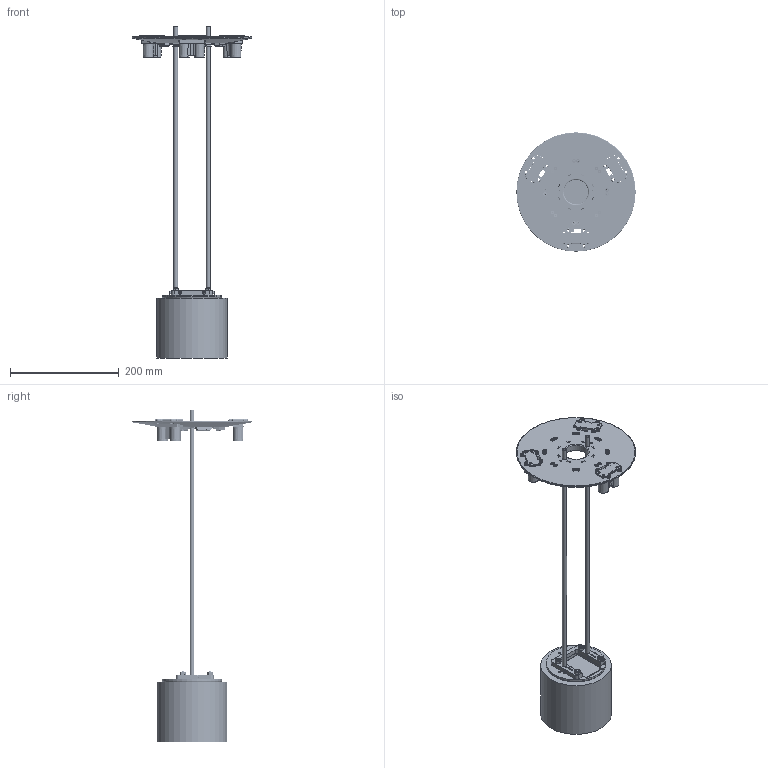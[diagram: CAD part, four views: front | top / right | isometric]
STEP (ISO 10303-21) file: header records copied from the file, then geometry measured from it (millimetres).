
FILE_DESCRIPTION(/* description */ (''),/* implementation_level */ '2;1');
FILE_NAME(/* name */ 'Flyer v17.step',/* time_stamp */ '2017-06-10T12:39:03-07:00',/* author */ (''),/* organization */ (''),/* preprocessor_version */ 'ST-DEVELOPER v16.13',/* originating_system */ 'Autodesk Translation Framework v6.1.1.50',/* authorisation */ '');
FILE_SCHEMA (('AUTOMOTIVE_DESIGN { 1 0 10303 214 3 1 1 }'));
Length unit declared in the file: millimetre
Products named in the file (23): Flyer v17; Populated Sensor Saucer; LIDARs; LIDAR Rangefinder; LIDAR Rangefinder_1; LIDAR Rangefinder_2; LIDAR-Lite_Housing_RevD v1; LIDAR-Lite_Cover_RevC v1; Component10; IR Sensors; SharpIRsensor v1; flyer-sensor-saucer-1; Gimbal and LED Mount; Gimbal Mount; Fasteners; 94223A101; 90591A250; 91290A120; 91239A326; flyer-gimbal-plate; flyer-gimbal-clamp; Rods; Carbon Rod
Assembly tree (44 placements, depth 5):
  Flyer v17
    Populated Sensor Saucer
      LIDARs
        LIDAR Rangefinder
          LIDAR-Lite_Housing_RevD v1
          LIDAR-Lite_Cover_RevC v1
          Component10
        LIDAR Rangefinder_1
          LIDAR-Lite_Housing_RevD v1
          LIDAR-Lite_Cover_RevC v1
          Component10
        LIDAR Rangefinder_2
          LIDAR-Lite_Housing_RevD v1
          LIDAR-Lite_Cover_RevC v1
          Component10
      IR Sensors
        SharpIRsensor v1  x8
      flyer-sensor-saucer-1
    Gimbal and LED Mount
      Gimbal Mount
      Fasteners
        91239A326  x4
        94223A101  x4
        90591A250  x2
        91290A120  x2
      flyer-gimbal-plate
      flyer-gimbal-clamp
    Rods
      Carbon Rod  x2
Bounding box: 220 x 220 x 612 mm (x, y, z)
Volume: 1853997.8 mm3; surface area: 305402.1 mm2
Topology: 33 solids, 33 shells, 2570 faces, 6747 edges, 4316 vertices
Faces by surface type: plane 1461, cylinder 577, cone 373, bspline 92, sphere 50, torus 17
Full cylindrical faces by diameter (mm): 1.143 x9, 1.905 x3, 1.93 x9, 3 x62, 3.2 x39, 3.25 x2, 3.912 x9, 4.039 x24, 4.064 x9, 4.2 x8, 5.5 x2, 6 x4, 6.521 x6, 6.617 x6, 7 x33, 8 x6, 10.5 x4, 45 x1, 110 x1, 130 x1, 220 x1
Entity records: 44695 total; most frequent: CARTESIAN_POINT 18664, DIRECTION 5457, ORIENTED_EDGE 5096, EDGE_CURVE 2536, AXIS2_PLACEMENT_3D 2003, VERTEX_POINT 1705, LINE 1451, VECTOR 1451
